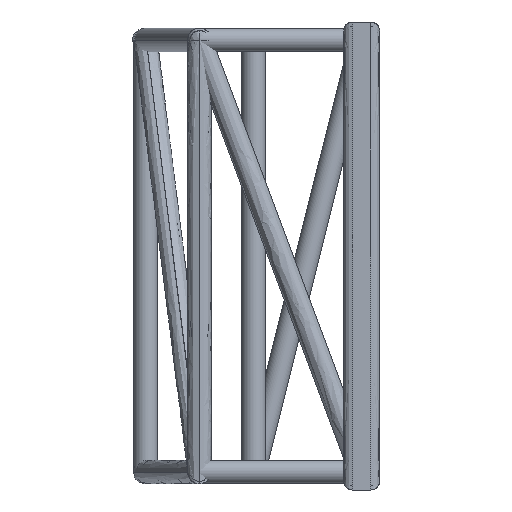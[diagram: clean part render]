
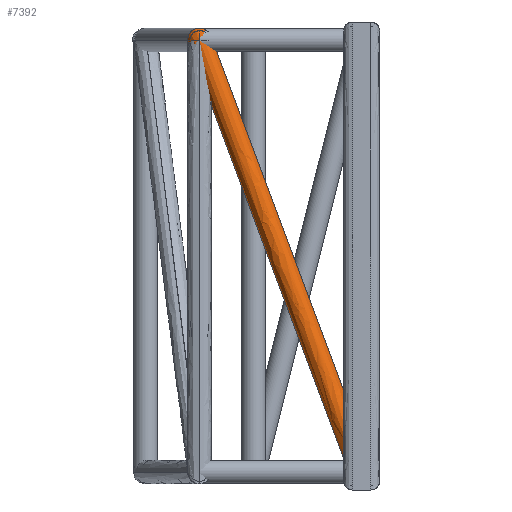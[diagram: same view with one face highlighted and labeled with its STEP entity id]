
A CAD part, left-side view. The second image highlights one B-rep face of the part: STEP entity #7392.
In plain terms, the highlighted free-form (B-spline) face has degree [2, 1] with [5, 2] control points.
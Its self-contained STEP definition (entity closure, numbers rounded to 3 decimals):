
#7251 = VERTEX_POINT('',#7252);
#7252 = CARTESIAN_POINT('',(-619.732,12.718,
    -252.662));
#7253 = VERTEX_POINT('',#7254);
#7254 = CARTESIAN_POINT('',(-619.732,-12.718,
    -243.124));
#7262 = EDGE_CURVE('',#7251,#7263,#7265,.T.);
#7263 = VERTEX_POINT('',#7264);
#7264 = CARTESIAN_POINT('',(-619.732,198.637,
    243.124));
#7265 = B_SPLINE_CURVE_WITH_KNOTS('',1,(#7266,#7267),.UNSPECIFIED.,.F.,
  .F.,(2,2),(0.,651.053),.PIECEWISE_BEZIER_KNOTS.);
#7266 = CARTESIAN_POINT('',(-619.732,12.718,
    -252.662));
#7267 = CARTESIAN_POINT('',(-619.732,198.637,
    243.124));
#7270 = VERTEX_POINT('',#7271);
#7271 = CARTESIAN_POINT('',(-619.732,173.202,
    252.662));
#7278 = EDGE_CURVE('',#7253,#7270,#7279,.T.);
#7279 = B_SPLINE_CURVE_WITH_KNOTS('',1,(#7280,#7281),.UNSPECIFIED.,.F.,
  .F.,(2,2),(0.,651.053),.PIECEWISE_BEZIER_KNOTS.);
#7280 = CARTESIAN_POINT('',(-619.732,-12.718,
    -243.124));
#7281 = CARTESIAN_POINT('',(-619.732,173.202,
    252.662));
#7379 = EDGE_CURVE('',#7253,#7251,#7380,.T.);
#7380 = ( BOUNDED_CURVE() B_SPLINE_CURVE(2,(#7381,#7382,#7383,#7384,
#7385),.UNSPECIFIED.,.F.,.F.) B_SPLINE_CURVE_WITH_KNOTS((3,2,3),(
    3.968,5.539,7.11),
.PIECEWISE_BEZIER_KNOTS.) CURVE() GEOMETRIC_REPRESENTATION_ITEM() 
RATIONAL_B_SPLINE_CURVE((1.,0.707,1.,0.707,1.)) 
REPRESENTATION_ITEM('') );
#7381 = CARTESIAN_POINT('',(-619.732,-12.718,
    -243.124));
#7382 = CARTESIAN_POINT('',(-633.314,-12.718,
    -243.124));
#7383 = CARTESIAN_POINT('',(-633.314,0.,
    -247.893));
#7384 = CARTESIAN_POINT('',(-633.314,12.718,
    -252.662));
#7385 = CARTESIAN_POINT('',(-619.732,12.718,
    -252.662));
#7392 = ADVANCED_FACE('',(#7393),#7405,.T.);
#7393 = FACE_BOUND('',#7394,.T.);
#7394 = EDGE_LOOP('',(#7395,#7396,#7397,#7398));
#7395 = ORIENTED_EDGE('',*,*,#7262,.F.);
#7396 = ORIENTED_EDGE('',*,*,#7379,.F.);
#7397 = ORIENTED_EDGE('',*,*,#7278,.T.);
#7398 = ORIENTED_EDGE('',*,*,#7399,.T.);
#7399 = EDGE_CURVE('',#7270,#7263,#7400,.T.);
#7400 = ( BOUNDED_CURVE() B_SPLINE_CURVE(3,(#7401,#7402,#7403,#7404),
.UNSPECIFIED.,.F.,.F.) B_SPLINE_CURVE_WITH_KNOTS((4,4),(4.712,
7.854),.PIECEWISE_BEZIER_KNOTS.) CURVE() 
GEOMETRIC_REPRESENTATION_ITEM() RATIONAL_B_SPLINE_CURVE((1.,
0.333,0.333,1.)) REPRESENTATION_ITEM('') );
#7401 = CARTESIAN_POINT('',(-619.732,173.202,
    252.662));
#7402 = CARTESIAN_POINT('',(-646.897,182.74,
    278.097));
#7403 = CARTESIAN_POINT('',(-646.897,208.175,
    268.559));
#7404 = CARTESIAN_POINT('',(-619.732,198.637,
    243.124));
#7405 = ( BOUNDED_SURFACE() B_SPLINE_SURFACE(2,1,(
    (#7406,#7407)
    ,(#7408,#7409)
    ,(#7410,#7411)
    ,(#7412,#7413)
    ,(#7414,#7415
)),.UNSPECIFIED.,.F.,.F.,.F.) B_SPLINE_SURFACE_WITH_KNOTS((3,2,3),(2,2),
  (3.142,4.712,6.283),(0.,
    667.846),.PIECEWISE_BEZIER_KNOTS.) 
GEOMETRIC_REPRESENTATION_ITEM() RATIONAL_B_SPLINE_SURFACE((
    (1.,1.)
    ,(0.707,0.707)
    ,(1.,1.)
    ,(0.707,0.707)
,(1.,1.))) REPRESENTATION_ITEM('') SURFACE() );
#7406 = CARTESIAN_POINT('',(-619.732,12.718,
    -252.662));
#7407 = CARTESIAN_POINT('',(-619.732,203.433,
    255.912));
#7408 = CARTESIAN_POINT('',(-633.314,12.718,
    -252.662));
#7409 = CARTESIAN_POINT('',(-633.314,203.433,
    255.912));
#7410 = CARTESIAN_POINT('',(-633.314,0.,
    -247.893));
#7411 = CARTESIAN_POINT('',(-633.314,190.715,
    260.681));
#7412 = CARTESIAN_POINT('',(-633.314,-12.718,
    -243.124));
#7413 = CARTESIAN_POINT('',(-633.314,177.997,
    265.45));
#7414 = CARTESIAN_POINT('',(-619.732,-12.718,
    -243.124));
#7415 = CARTESIAN_POINT('',(-619.732,177.997,
    265.45));
